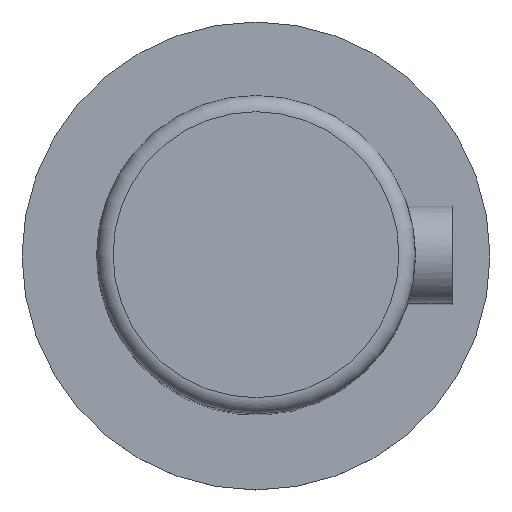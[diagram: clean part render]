
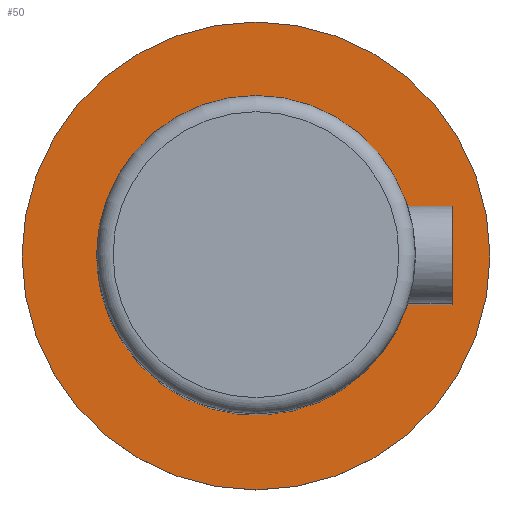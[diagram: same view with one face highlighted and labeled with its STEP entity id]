
A CAD part, top view. The second image highlights one B-rep face of the part: STEP entity #50.
In plain terms, the highlighted planar face has unit normal (0, 0, 1).
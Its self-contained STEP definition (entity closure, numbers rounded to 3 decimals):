
#50 = ADVANCED_FACE( '', ( #106, #107 ), #108, .T. );
#106 = FACE_OUTER_BOUND( '', #167, .T. );
#107 = FACE_BOUND( '', #168, .T. );
#108 = PLANE( '', #169 );
#167 = EDGE_LOOP( '', ( #241 ) );
#168 = EDGE_LOOP( '', ( #242, #243, #244, #245 ) );
#169 = AXIS2_PLACEMENT_3D( '', #246, #247, #248 );
#241 = ORIENTED_EDGE( '', *, *, #328, .T. );
#242 = ORIENTED_EDGE( '', *, *, #344, .F. );
#243 = ORIENTED_EDGE( '', *, *, #346, .F. );
#244 = ORIENTED_EDGE( '', *, *, #347, .F. );
#245 = ORIENTED_EDGE( '', *, *, #348, .F. );
#246 = CARTESIAN_POINT( '', ( 36., 0., -57.75 ) );
#247 = DIRECTION( '', ( 0., 0., 1. ) );
#248 = DIRECTION( '', ( 1., 0., 0. ) );
#328 = EDGE_CURVE( '', #374, #374, #375, .T. );
#344 = EDGE_CURVE( '', #400, #396, #402, .T. );
#346 = EDGE_CURVE( '', #404, #400, #405, .T. );
#347 = EDGE_CURVE( '', #406, #404, #407, .T. );
#348 = EDGE_CURVE( '', #396, #406, #408, .T. );
#374 = VERTEX_POINT( '', #440 );
#375 = CIRCLE( '', #441, 36. );
#396 = VERTEX_POINT( '', #468 );
#400 = VERTEX_POINT( '', #473 );
#402 = LINE( '', #476, #477 );
#404 = VERTEX_POINT( '', #479 );
#405 = LINE( '', #480, #481 );
#406 = VERTEX_POINT( '', #482 );
#407 = CIRCLE( '', #483, 24.5 );
#408 = LINE( '', #484, #485 );
#440 = CARTESIAN_POINT( '', ( 36., 0., -57.75 ) );
#441 = AXIS2_PLACEMENT_3D( '', #570, #571, #572 );
#468 = CARTESIAN_POINT( '', ( 30.213, 7.5, -57.75 ) );
#473 = CARTESIAN_POINT( '', ( 30.213, -7.5, -57.75 ) );
#476 = CARTESIAN_POINT( '', ( 30.213, -7.5, -57.75 ) );
#477 = VECTOR( '', #590, 1000. );
#479 = CARTESIAN_POINT( '', ( 23.324, -7.5, -57.75 ) );
#480 = CARTESIAN_POINT( '', ( 21.213, -7.5, -57.75 ) );
#481 = VECTOR( '', #591, 1000. );
#482 = CARTESIAN_POINT( '', ( 23.324, 7.5, -57.75 ) );
#483 = AXIS2_PLACEMENT_3D( '', #592, #593, #594 );
#484 = CARTESIAN_POINT( '', ( 30.213, 7.5, -57.75 ) );
#485 = VECTOR( '', #595, 1000. );
#570 = CARTESIAN_POINT( '', ( 0., 0., -57.75 ) );
#571 = DIRECTION( '', ( 0., 0., 1. ) );
#572 = DIRECTION( '', ( 1., 0., 0. ) );
#590 = DIRECTION( '', ( 0., 1., 0. ) );
#591 = DIRECTION( '', ( 1., 0., 0. ) );
#592 = CARTESIAN_POINT( '', ( 0., 0., -57.75 ) );
#593 = DIRECTION( '', ( 0., 0., 1. ) );
#594 = DIRECTION( '', ( 1., 0., 0. ) );
#595 = DIRECTION( '', ( -1., 0., 0. ) );
